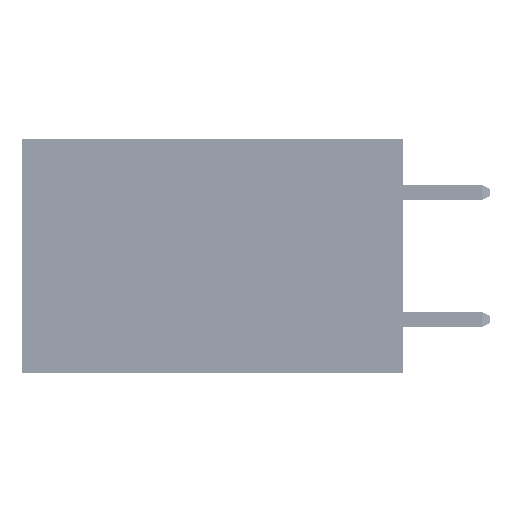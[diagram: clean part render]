
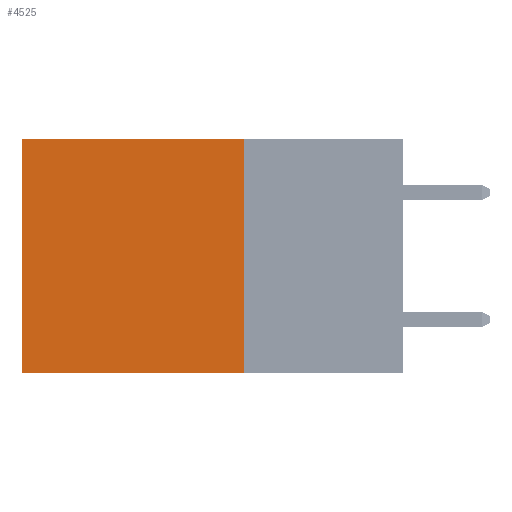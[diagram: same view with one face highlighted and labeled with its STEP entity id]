
A CAD part, left-side view. The second image highlights one B-rep face of the part: STEP entity #4525.
In plain terms, the highlighted planar face has unit normal (-1, 0, 0).
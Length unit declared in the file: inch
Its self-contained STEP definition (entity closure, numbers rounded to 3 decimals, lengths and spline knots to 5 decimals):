
#542 = LINE ( 'NONE', #5521, #1165 ) ;
#1165 = VECTOR ( 'NONE', #42691, 39.37008 ) ;
#2760 = VECTOR ( 'NONE', #19361, 39.37008 ) ;
#4525 = ADVANCED_FACE ( 'NONE', ( #48425 ), #47273, .F. ) ;
#5066 = EDGE_CURVE ( 'NONE', #5803, #35300, #8115, .T. ) ;
#5521 = CARTESIAN_POINT ( 'NONE',  ( 0.2875, 0.25, 0. ) ) ;
#5803 = VERTEX_POINT ( 'NONE', #52979 ) ;
#8115 = LINE ( 'NONE', #22219, #20444 ) ;
#8723 = CARTESIAN_POINT ( 'NONE',  ( 0.2875, 0.6, -0.37 ) ) ;
#9225 = EDGE_LOOP ( 'NONE', ( #31851, #36358, #25995, #43395 ) ) ;
#11221 = CARTESIAN_POINT ( 'NONE',  ( 0.2875, 0.25, 0. ) ) ;
#12174 = VECTOR ( 'NONE', #12187, 39.37008 ) ;
#12187 = DIRECTION ( 'NONE',  ( 0., 1., 0. ) ) ;
#13914 = DIRECTION ( 'NONE',  ( 1., 0., 0. ) ) ;
#14462 = DIRECTION ( 'NONE',  ( 0., 0., -1. ) ) ;
#17656 = AXIS2_PLACEMENT_3D ( 'NONE', #18249, #13914, #14462 ) ;
#18249 = CARTESIAN_POINT ( 'NONE',  ( 0.2875, 0.25, 0. ) ) ;
#19361 = DIRECTION ( 'NONE',  ( 0., 1., 0. ) ) ;
#20230 = EDGE_CURVE ( 'NONE', #24924, #5803, #24149, .T. ) ;
#20444 = VECTOR ( 'NONE', #46669, 39.37008 ) ;
#20978 = CARTESIAN_POINT ( 'NONE',  ( 0.2875, 0.25, -0.37 ) ) ;
#21344 = VERTEX_POINT ( 'NONE', #20978 ) ;
#22219 = CARTESIAN_POINT ( 'NONE',  ( 0.2875, 0.6, 0. ) ) ;
#24149 = LINE ( 'NONE', #11221, #2760 ) ;
#24924 = VERTEX_POINT ( 'NONE', #53595 ) ;
#25995 = ORIENTED_EDGE ( 'NONE', *, *, #42897, .F. ) ;
#31851 = ORIENTED_EDGE ( 'NONE', *, *, #5066, .T. ) ;
#32498 = CARTESIAN_POINT ( 'NONE',  ( 0.2875, 0.25, -0.37 ) ) ;
#35300 = VERTEX_POINT ( 'NONE', #8723 ) ;
#36358 = ORIENTED_EDGE ( 'NONE', *, *, #43346, .F. ) ;
#41429 = LINE ( 'NONE', #32498, #12174 ) ;
#42691 = DIRECTION ( 'NONE',  ( 0., 0., -1. ) ) ;
#42897 = EDGE_CURVE ( 'NONE', #24924, #21344, #542, .T. ) ;
#43346 = EDGE_CURVE ( 'NONE', #21344, #35300, #41429, .T. ) ;
#43395 = ORIENTED_EDGE ( 'NONE', *, *, #20230, .T. ) ;
#46669 = DIRECTION ( 'NONE',  ( 0., 0., -1. ) ) ;
#47273 = PLANE ( 'NONE',  #17656 ) ;
#48425 = FACE_OUTER_BOUND ( 'NONE', #9225, .T. ) ;
#52979 = CARTESIAN_POINT ( 'NONE',  ( 0.2875, 0.6, 0. ) ) ;
#53595 = CARTESIAN_POINT ( 'NONE',  ( 0.2875, 0.25, 0. ) ) ;
